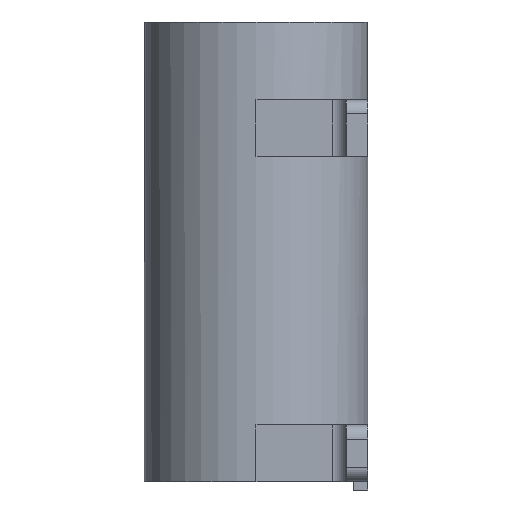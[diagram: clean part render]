
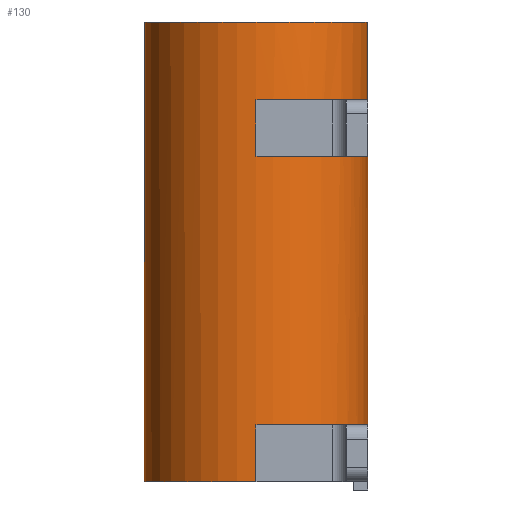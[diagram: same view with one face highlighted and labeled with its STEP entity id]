
A CAD part, left-side view. The second image highlights one B-rep face of the part: STEP entity #130.
In plain terms, the highlighted cylindrical face has radius 1.58 mm (diameter 3.16 mm), a partial arc.
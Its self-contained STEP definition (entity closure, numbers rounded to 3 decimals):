
#24 = VERTEX_POINT('',#25);
#25 = CARTESIAN_POINT('',(-4.47,1.58,0.8));
#40 = VERTEX_POINT('',#41);
#41 = CARTESIAN_POINT('',(-4.47,1.58,0.));
#47 = EDGE_CURVE('',#40,#24,#48,.T.);
#48 = LINE('',#49,#50);
#49 = CARTESIAN_POINT('',(-4.47,1.58,0.));
#50 = VECTOR('',#51,1.);
#51 = DIRECTION('',(0.,0.,1.));
#62 = EDGE_CURVE('',#63,#24,#65,.T.);
#63 = VERTEX_POINT('',#64);
#64 = CARTESIAN_POINT('',(-4.17,0.654,0.8));
#65 = CIRCLE('',#66,1.58);
#66 = AXIS2_PLACEMENT_3D('',#67,#68,#69);
#67 = CARTESIAN_POINT('',(-2.89,1.58,0.8));
#68 = DIRECTION('',(0.,0.,-1.));
#69 = DIRECTION('',(1.,0.,0.));
#130 = ADVANCED_FACE('',(#131,#210),#246,.T.);
#131 = FACE_BOUND('',#132,.F.);
#132 = EDGE_LOOP('',(#133,#144,#152,#161,#169,#178,#186,#195,#201,#202,
    #203));
#133 = ORIENTED_EDGE('',*,*,#134,.F.);
#134 = EDGE_CURVE('',#135,#137,#139,.T.);
#135 = VERTEX_POINT('',#136);
#136 = CARTESIAN_POINT('',(-2.89,3.16,0.014));
#137 = VERTEX_POINT('',#138);
#138 = CARTESIAN_POINT('',(-2.917,3.16,0.));
#139 = ELLIPSE('',#140,1.772,1.58);
#140 = AXIS2_PLACEMENT_3D('',#141,#142,#143);
#141 = CARTESIAN_POINT('',(-2.89,1.58,0.014));
#142 = DIRECTION('',(-0.453,0.,0.891)
  );
#143 = DIRECTION('',(-0.891,0.,-0.453
    ));
#144 = ORIENTED_EDGE('',*,*,#145,.T.);
#145 = EDGE_CURVE('',#135,#146,#148,.T.);
#146 = VERTEX_POINT('',#147);
#147 = CARTESIAN_POINT('',(-2.89,3.16,6.5));
#148 = LINE('',#149,#150);
#149 = CARTESIAN_POINT('',(-2.89,3.16,0.));
#150 = VECTOR('',#151,1.);
#151 = DIRECTION('',(0.,0.,1.));
#152 = ORIENTED_EDGE('',*,*,#153,.T.);
#153 = EDGE_CURVE('',#146,#154,#156,.T.);
#154 = VERTEX_POINT('',#155);
#155 = CARTESIAN_POINT('',(-2.89,0.,6.5));
#156 = CIRCLE('',#157,1.58);
#157 = AXIS2_PLACEMENT_3D('',#158,#159,#160);
#158 = CARTESIAN_POINT('',(-2.89,1.58,6.5));
#159 = DIRECTION('',(-0.,0.,1.));
#160 = DIRECTION('',(1.,0.,0.));
#161 = ORIENTED_EDGE('',*,*,#162,.F.);
#162 = EDGE_CURVE('',#163,#154,#165,.T.);
#163 = VERTEX_POINT('',#164);
#164 = CARTESIAN_POINT('',(-2.89,0.,0.58));
#165 = LINE('',#166,#167);
#166 = CARTESIAN_POINT('',(-2.89,0.,0.));
#167 = VECTOR('',#168,1.);
#168 = DIRECTION('',(0.,0.,1.));
#169 = ORIENTED_EDGE('',*,*,#170,.T.);
#170 = EDGE_CURVE('',#163,#171,#173,.T.);
#171 = VERTEX_POINT('',#172);
#172 = CARTESIAN_POINT('',(-3.05,0.008,0.58));
#173 = CIRCLE('',#174,1.58);
#174 = AXIS2_PLACEMENT_3D('',#175,#176,#177);
#175 = CARTESIAN_POINT('',(-2.89,1.58,0.58));
#176 = DIRECTION('',(0.,0.,-1.));
#177 = DIRECTION('',(1.,0.,0.));
#178 = ORIENTED_EDGE('',*,*,#179,.T.);
#179 = EDGE_CURVE('',#171,#180,#182,.T.);
#180 = VERTEX_POINT('',#181);
#181 = CARTESIAN_POINT('',(-3.05,0.008,0.)
  );
#182 = LINE('',#183,#184);
#183 = CARTESIAN_POINT('',(-3.05,0.008,0.)
  );
#184 = VECTOR('',#185,1.);
#185 = DIRECTION('',(0.,0.,-1.));
#186 = ORIENTED_EDGE('',*,*,#187,.F.);
#187 = EDGE_CURVE('',#188,#180,#190,.T.);
#188 = VERTEX_POINT('',#189);
#189 = CARTESIAN_POINT('',(-4.17,0.654,
    0.));
#190 = CIRCLE('',#191,1.58);
#191 = AXIS2_PLACEMENT_3D('',#192,#193,#194);
#192 = CARTESIAN_POINT('',(-2.89,1.58,0.));
#193 = DIRECTION('',(-0.,0.,1.));
#194 = DIRECTION('',(1.,0.,0.));
#195 = ORIENTED_EDGE('',*,*,#196,.F.);
#196 = EDGE_CURVE('',#63,#188,#197,.T.);
#197 = LINE('',#198,#199);
#198 = CARTESIAN_POINT('',(-4.17,0.654,
    0.));
#199 = VECTOR('',#200,1.);
#200 = DIRECTION('',(0.,0.,-1.));
#201 = ORIENTED_EDGE('',*,*,#62,.T.);
#202 = ORIENTED_EDGE('',*,*,#47,.F.);
#203 = ORIENTED_EDGE('',*,*,#204,.F.);
#204 = EDGE_CURVE('',#137,#40,#205,.T.);
#205 = CIRCLE('',#206,1.58);
#206 = AXIS2_PLACEMENT_3D('',#207,#208,#209);
#207 = CARTESIAN_POINT('',(-2.89,1.58,0.));
#208 = DIRECTION('',(-0.,0.,1.));
#209 = DIRECTION('',(1.,0.,0.));
#210 = FACE_BOUND('',#211,.F.);
#211 = EDGE_LOOP('',(#212,#222,#231,#239));
#212 = ORIENTED_EDGE('',*,*,#213,.F.);
#213 = EDGE_CURVE('',#214,#216,#218,.T.);
#214 = VERTEX_POINT('',#215);
#215 = CARTESIAN_POINT('',(-4.47,1.58,4.6));
#216 = VERTEX_POINT('',#217);
#217 = CARTESIAN_POINT('',(-4.47,1.58,5.4));
#218 = LINE('',#219,#220);
#219 = CARTESIAN_POINT('',(-4.47,1.58,4.6));
#220 = VECTOR('',#221,1.);
#221 = DIRECTION('',(0.,0.,1.));
#222 = ORIENTED_EDGE('',*,*,#223,.F.);
#223 = EDGE_CURVE('',#224,#214,#226,.T.);
#224 = VERTEX_POINT('',#225);
#225 = CARTESIAN_POINT('',(-4.17,0.654,4.6));
#226 = CIRCLE('',#227,1.58);
#227 = AXIS2_PLACEMENT_3D('',#228,#229,#230);
#228 = CARTESIAN_POINT('',(-2.89,1.58,4.6));
#229 = DIRECTION('',(0.,0.,-1.));
#230 = DIRECTION('',(1.,0.,0.));
#231 = ORIENTED_EDGE('',*,*,#232,.F.);
#232 = EDGE_CURVE('',#233,#224,#235,.T.);
#233 = VERTEX_POINT('',#234);
#234 = CARTESIAN_POINT('',(-4.17,0.654,5.4));
#235 = LINE('',#236,#237);
#236 = CARTESIAN_POINT('',(-4.17,0.654,
    0.));
#237 = VECTOR('',#238,1.);
#238 = DIRECTION('',(0.,0.,-1.));
#239 = ORIENTED_EDGE('',*,*,#240,.T.);
#240 = EDGE_CURVE('',#233,#216,#241,.T.);
#241 = CIRCLE('',#242,1.58);
#242 = AXIS2_PLACEMENT_3D('',#243,#244,#245);
#243 = CARTESIAN_POINT('',(-2.89,1.58,5.4));
#244 = DIRECTION('',(0.,0.,-1.));
#245 = DIRECTION('',(1.,0.,0.));
#246 = CYLINDRICAL_SURFACE('',#247,1.58);
#247 = AXIS2_PLACEMENT_3D('',#248,#249,#250);
#248 = CARTESIAN_POINT('',(-2.89,1.58,0.));
#249 = DIRECTION('',(0.,0.,-1.));
#250 = DIRECTION('',(1.,0.,0.));
